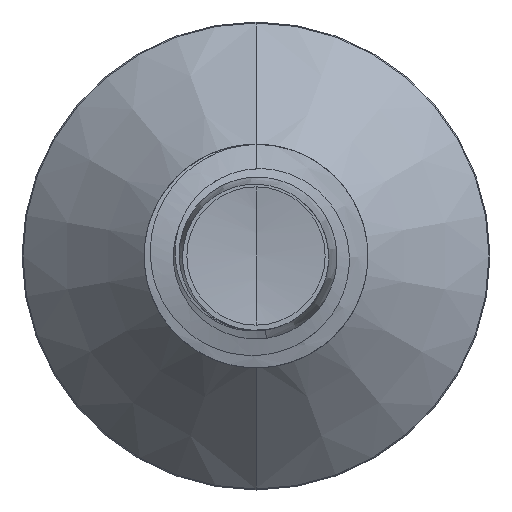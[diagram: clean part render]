
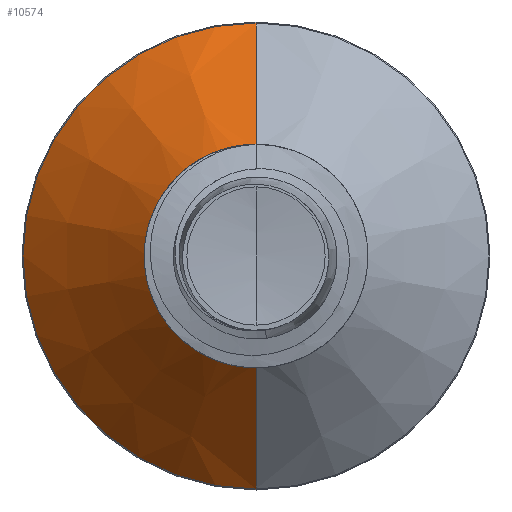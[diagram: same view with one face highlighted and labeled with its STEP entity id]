
A CAD part, front view. The second image highlights one B-rep face of the part: STEP entity #10574.
In plain terms, the highlighted conical face has half-angle 45 degrees and reference radius 0.775 mm.
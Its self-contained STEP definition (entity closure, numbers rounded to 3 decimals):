
#135 = CIRCLE ( 'NONE', #20217, 1.668 ) ;
#444 = ORIENTED_EDGE ( 'NONE', *, *, #11335, .T. ) ;
#673 = LINE ( 'NONE', #15711, #20161 ) ;
#869 = CIRCLE ( 'NONE', #3460, 0.775 ) ;
#2163 = VECTOR ( 'NONE', #14007, 1000. ) ;
#2382 = CONICAL_SURFACE ( 'NONE', #12318, 0.775, 0.785 ) ;
#2981 = CARTESIAN_POINT ( 'NONE',  ( 0., 4.75, 0.775 ) ) ;
#3351 = FACE_OUTER_BOUND ( 'NONE', #13199, .T. ) ;
#3460 = AXIS2_PLACEMENT_3D ( 'NONE', #6791, #17821, #8383 ) ;
#4221 = CARTESIAN_POINT ( 'NONE',  ( 0., 5.643, 0. ) ) ;
#4781 = CARTESIAN_POINT ( 'NONE',  ( 0., 4.75, 0.775 ) ) ;
#5287 = EDGE_CURVE ( 'NONE', #16173, #15767, #14239, .T. ) ;
#5802 = DIRECTION ( 'NONE',  ( 0., 0., 1. ) ) ;
#6495 = EDGE_CURVE ( 'NONE', #14440, #15767, #135, .T. ) ;
#6791 = CARTESIAN_POINT ( 'NONE',  ( 0., 4.75, 0. ) ) ;
#7524 = ORIENTED_EDGE ( 'NONE', *, *, #18829, .F. ) ;
#8285 = VERTEX_POINT ( 'NONE', #16293 ) ;
#8383 = DIRECTION ( 'NONE',  ( 0., 0., 1. ) ) ;
#9336 = DIRECTION ( 'NONE',  ( 0., 1., 0. ) ) ;
#10574 = ADVANCED_FACE ( 'NONE', ( #3351 ), #2382, .T. ) ;
#11335 = EDGE_CURVE ( 'NONE', #8285, #16173, #869, .T. ) ;
#12318 = AXIS2_PLACEMENT_3D ( 'NONE', #14032, #9336, #12442 ) ;
#12442 = DIRECTION ( 'NONE',  ( 0., 0., 1. ) ) ;
#12615 = CARTESIAN_POINT ( 'NONE',  ( 0., 5.643, -1.668 ) ) ;
#12970 = ORIENTED_EDGE ( 'NONE', *, *, #6495, .F. ) ;
#13199 = EDGE_LOOP ( 'NONE', ( #7524, #444, #13692, #12970 ) ) ;
#13692 = ORIENTED_EDGE ( 'NONE', *, *, #5287, .T. ) ;
#13752 = CARTESIAN_POINT ( 'NONE',  ( 0., 5.643, 1.668 ) ) ;
#14007 = DIRECTION ( 'NONE',  ( 0., 0.707, 0.707 ) ) ;
#14032 = CARTESIAN_POINT ( 'NONE',  ( 0., 4.75, 0. ) ) ;
#14239 = LINE ( 'NONE', #2981, #2163 ) ;
#14440 = VERTEX_POINT ( 'NONE', #12615 ) ;
#15257 = DIRECTION ( 'NONE',  ( 0., 1., 0. ) ) ;
#15711 = CARTESIAN_POINT ( 'NONE',  ( 0., 4.75, -0.775 ) ) ;
#15767 = VERTEX_POINT ( 'NONE', #13752 ) ;
#16173 = VERTEX_POINT ( 'NONE', #4781 ) ;
#16293 = CARTESIAN_POINT ( 'NONE',  ( 0., 4.75, -0.775 ) ) ;
#17291 = DIRECTION ( 'NONE',  ( 0., 0.707, -0.707 ) ) ;
#17821 = DIRECTION ( 'NONE',  ( 0., 1., 0. ) ) ;
#18829 = EDGE_CURVE ( 'NONE', #8285, #14440, #673, .T. ) ;
#20161 = VECTOR ( 'NONE', #17291, 1000. ) ;
#20217 = AXIS2_PLACEMENT_3D ( 'NONE', #4221, #15257, #5802 ) ;
